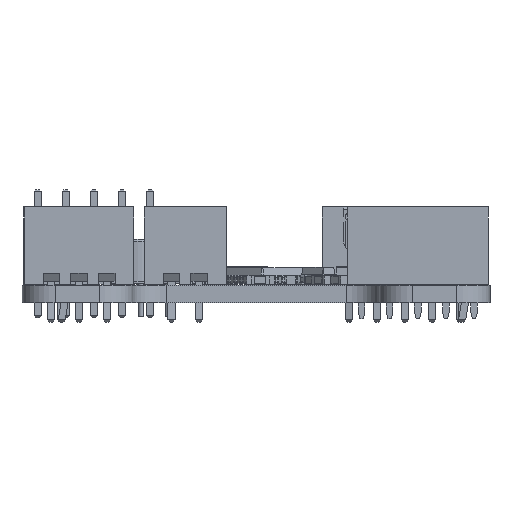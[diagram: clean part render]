
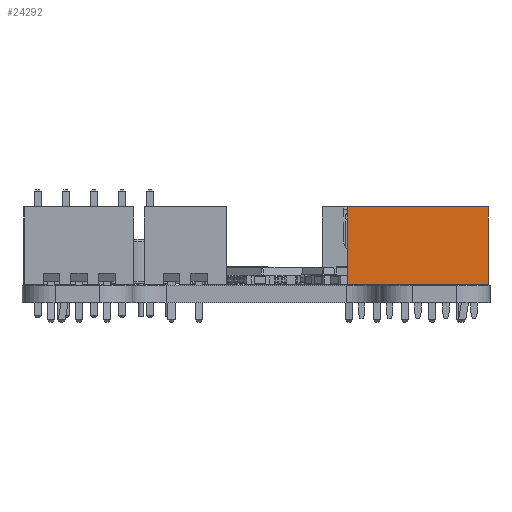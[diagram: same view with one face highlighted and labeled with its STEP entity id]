
A CAD part, left-side view. The second image highlights one B-rep face of the part: STEP entity #24292.
In plain terms, the highlighted planar face has unit normal (-1, 0, 0).
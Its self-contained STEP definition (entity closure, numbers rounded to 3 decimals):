
#23569 = VERTEX_POINT('',#23570);
#23570 = CARTESIAN_POINT('',(-1.27,-11.43,0.));
#23578 = EDGE_CURVE('',#23569,#23579,#23581,.T.);
#23579 = VERTEX_POINT('',#23580);
#23580 = CARTESIAN_POINT('',(-1.27,-11.43,7.));
#23581 = LINE('',#23582,#23583);
#23582 = CARTESIAN_POINT('',(-1.27,-11.43,0.));
#23583 = VECTOR('',#23584,1.);
#23584 = DIRECTION('',(0.,0.,1.));
#23641 = VERTEX_POINT('',#23642);
#23642 = CARTESIAN_POINT('',(-1.27,1.27,7.));
#23648 = EDGE_CURVE('',#23649,#23641,#23651,.T.);
#23649 = VERTEX_POINT('',#23650);
#23650 = CARTESIAN_POINT('',(-1.27,1.27,0.));
#23651 = LINE('',#23652,#23653);
#23652 = CARTESIAN_POINT('',(-1.27,1.27,0.));
#23653 = VECTOR('',#23654,1.);
#23654 = DIRECTION('',(0.,0.,1.));
#23713 = EDGE_CURVE('',#23641,#23579,#23714,.T.);
#23714 = LINE('',#23715,#23716);
#23715 = CARTESIAN_POINT('',(-1.27,1.27,7.));
#23716 = VECTOR('',#23717,1.);
#23717 = DIRECTION('',(0.,-1.,0.));
#23905 = EDGE_CURVE('',#23649,#23569,#23906,.T.);
#23906 = LINE('',#23907,#23908);
#23907 = CARTESIAN_POINT('',(-1.27,1.27,0.));
#23908 = VECTOR('',#23909,1.);
#23909 = DIRECTION('',(0.,-1.,0.));
#24292 = ADVANCED_FACE('',(#24293),#24299,.F.);
#24293 = FACE_BOUND('',#24294,.F.);
#24294 = EDGE_LOOP('',(#24295,#24296,#24297,#24298));
#24295 = ORIENTED_EDGE('',*,*,#23648,.T.);
#24296 = ORIENTED_EDGE('',*,*,#23713,.T.);
#24297 = ORIENTED_EDGE('',*,*,#23578,.F.);
#24298 = ORIENTED_EDGE('',*,*,#23905,.F.);
#24299 = PLANE('',#24300);
#24300 = AXIS2_PLACEMENT_3D('',#24301,#24302,#24303);
#24301 = CARTESIAN_POINT('',(-1.27,1.27,0.));
#24302 = DIRECTION('',(1.,0.,0.));
#24303 = DIRECTION('',(0.,-1.,0.));
